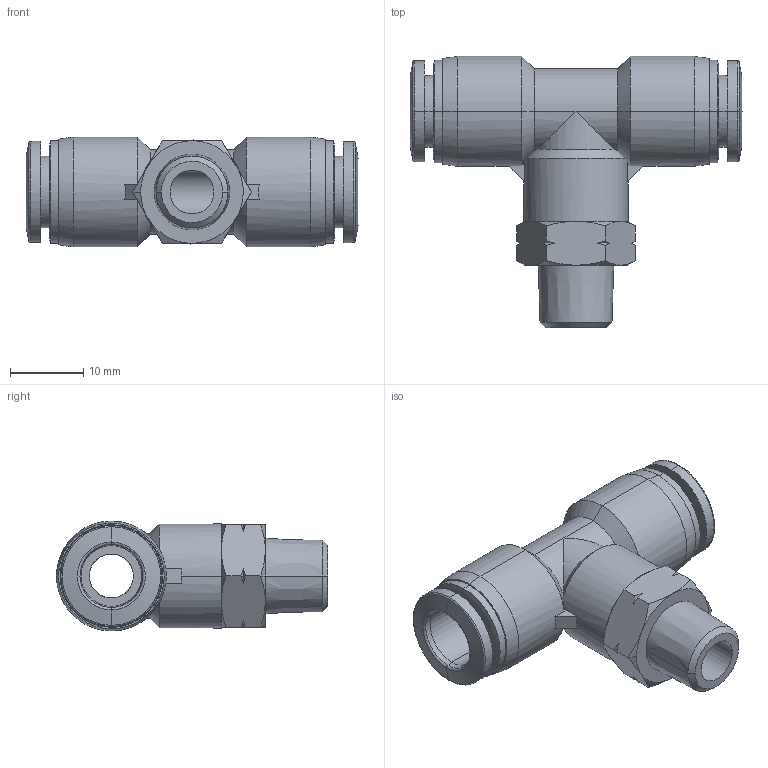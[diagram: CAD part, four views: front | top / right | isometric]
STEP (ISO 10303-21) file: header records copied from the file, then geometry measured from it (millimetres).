
FILE_DESCRIPTION (( 'STEP AP203' ), '1' );
FILE_NAME ('MBT516-18N.step', '2016-02-15T20:00:41', ( '' ), ( '' ), 'SwSTEP 2.0', 'SolidWorks 2015', '' );
FILE_SCHEMA (( 'CONFIG_CONTROL_DESIGN' ));
Length unit declared in the file: inch
Products named in the file (1): MBT516-18N
Bounding box: 45.3 x 37 x 15 mm (x, y, z)
Volume: 6820.5 mm3; surface area: 5130.3 mm2
Topology: 1 solids, 1 shells, 121 faces, 278 edges, 166 vertices
Faces by surface type: cone 56, cylinder 34, plane 23, bspline 8
Entity records: 5780 total; most frequent: CARTESIAN_POINT 3221, ORIENTED_EDGE 556, DIRECTION 439, EDGE_CURVE 278, AXIS2_PLACEMENT_3D 178, VERTEX_POINT 166, EDGE_LOOP 132, B_SPLINE_CURVE_WITH_KNOTS 131
